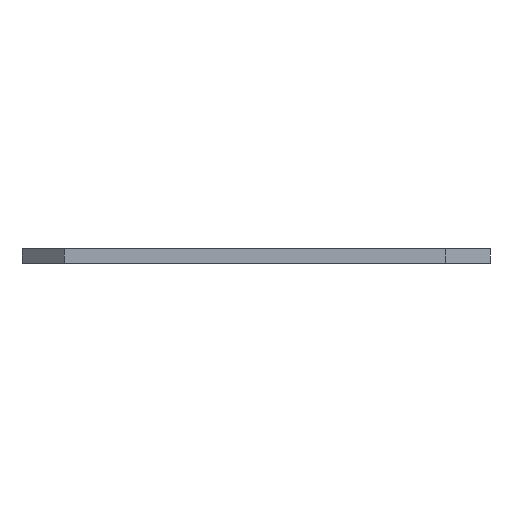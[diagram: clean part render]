
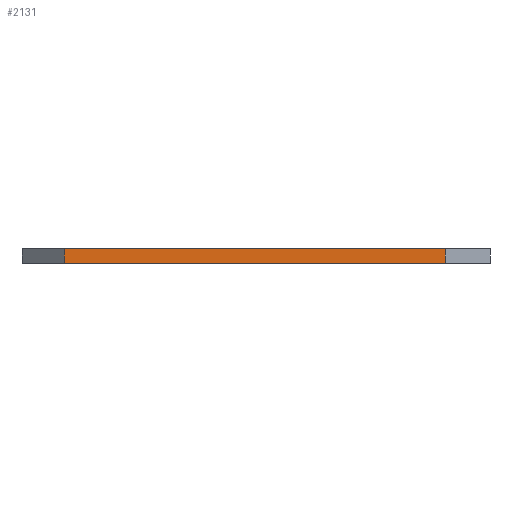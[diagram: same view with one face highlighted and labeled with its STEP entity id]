
A CAD part, front view. The second image highlights one B-rep face of the part: STEP entity #2131.
In plain terms, the highlighted planar face has unit normal (0, -1, 0).
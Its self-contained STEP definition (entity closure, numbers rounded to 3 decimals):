
#2075 = VERTEX_POINT('',#2076);
#2076 = CARTESIAN_POINT('',(-13.499,-21.913,-1.));
#2082 = EDGE_CURVE('',#2083,#2075,#2085,.T.);
#2083 = VERTEX_POINT('',#2084);
#2084 = CARTESIAN_POINT('',(-13.499,-21.913,0.));
#2085 = LINE('',#2086,#2087);
#2086 = CARTESIAN_POINT('',(-13.499,-21.913,0.));
#2087 = VECTOR('',#2088,1.);
#2088 = DIRECTION('',(0.,0.,-1.));
#2131 = ADVANCED_FACE('',(#2132),#2157,.T.);
#2132 = FACE_BOUND('',#2133,.T.);
#2133 = EDGE_LOOP('',(#2134,#2135,#2143,#2151));
#2134 = ORIENTED_EDGE('',*,*,#2082,.T.);
#2135 = ORIENTED_EDGE('',*,*,#2136,.T.);
#2136 = EDGE_CURVE('',#2075,#2137,#2139,.T.);
#2137 = VERTEX_POINT('',#2138);
#2138 = CARTESIAN_POINT('',(13.308,-21.913,-1.));
#2139 = LINE('',#2140,#2141);
#2140 = CARTESIAN_POINT('',(-13.499,-21.913,-1.));
#2141 = VECTOR('',#2142,1.);
#2142 = DIRECTION('',(1.,0.,0.));
#2143 = ORIENTED_EDGE('',*,*,#2144,.F.);
#2144 = EDGE_CURVE('',#2145,#2137,#2147,.T.);
#2145 = VERTEX_POINT('',#2146);
#2146 = CARTESIAN_POINT('',(13.308,-21.913,0.));
#2147 = LINE('',#2148,#2149);
#2148 = CARTESIAN_POINT('',(13.308,-21.913,0.));
#2149 = VECTOR('',#2150,1.);
#2150 = DIRECTION('',(0.,0.,-1.));
#2151 = ORIENTED_EDGE('',*,*,#2152,.F.);
#2152 = EDGE_CURVE('',#2083,#2145,#2153,.T.);
#2153 = LINE('',#2154,#2155);
#2154 = CARTESIAN_POINT('',(-13.499,-21.913,0.));
#2155 = VECTOR('',#2156,1.);
#2156 = DIRECTION('',(1.,0.,0.));
#2157 = PLANE('',#2158);
#2158 = AXIS2_PLACEMENT_3D('',#2159,#2160,#2161);
#2159 = CARTESIAN_POINT('',(-13.499,-21.913,0.));
#2160 = DIRECTION('',(0.,-1.,0.));
#2161 = DIRECTION('',(1.,0.,0.));
